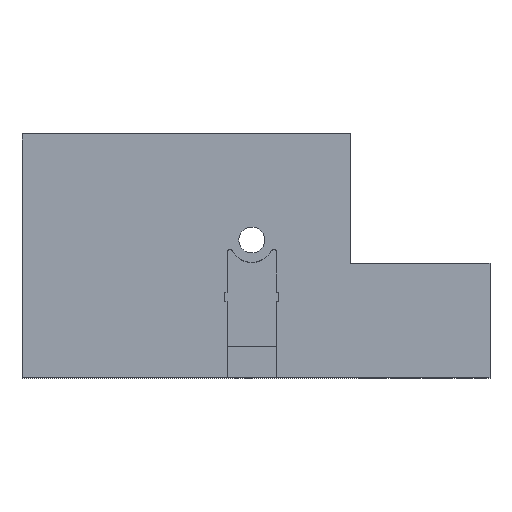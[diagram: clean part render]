
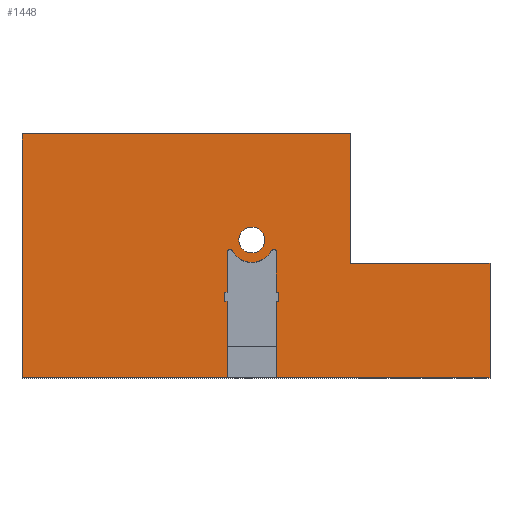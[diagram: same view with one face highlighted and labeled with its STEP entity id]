
A CAD part, top view. The second image highlights one B-rep face of the part: STEP entity #1448.
In plain terms, the highlighted planar face has unit normal (0, 0, 1).
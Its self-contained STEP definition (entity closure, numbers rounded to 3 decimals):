
#1284=AXIS2_PLACEMENT_3D('Plane Axis2P3D',#1281,#1282,#1283) ;
#1356=AXIS2_PLACEMENT_3D('Circle Axis2P3D',#1354,#1355,$) ;
#1363=AXIS2_PLACEMENT_3D('Circle Axis2P3D',#1361,#1362,$) ;
#1370=AXIS2_PLACEMENT_3D('Circle Axis2P3D',#1368,#1369,$) ;
#1432=AXIS2_PLACEMENT_3D('Circle Axis2P3D',#1430,#1431,$) ;
#1441=AXIS2_PLACEMENT_3D('Circle Axis2P3D',#1439,#1440,$) ;
#36=CARTESIAN_POINT('Line Origine',(11.91,0.,14.9)) ;
#40=CARTESIAN_POINT('Vertex',(23.82,0.,14.9)) ;
#42=CARTESIAN_POINT('Vertex',(0.,0.,14.9)) ;
#63=CARTESIAN_POINT('Vertex',(54.31,0.,14.9)) ;
#66=CARTESIAN_POINT('Line Origine',(41.915,0.,14.9)) ;
#70=CARTESIAN_POINT('Vertex',(29.52,0.,14.9)) ;
#1281=CARTESIAN_POINT('Axis2P3D Location',(0.,28.3,14.9)) ;
#1286=CARTESIAN_POINT('Line Origine',(54.31,6.65,14.9)) ;
#1290=CARTESIAN_POINT('Vertex',(54.31,13.3,14.9)) ;
#1293=CARTESIAN_POINT('Line Origine',(46.205,13.3,14.9)) ;
#1297=CARTESIAN_POINT('Vertex',(38.1,13.3,14.9)) ;
#1300=CARTESIAN_POINT('Line Origine',(38.1,20.8,14.9)) ;
#1304=CARTESIAN_POINT('Vertex',(38.1,28.3,14.9)) ;
#1307=CARTESIAN_POINT('Line Origine',(19.05,28.3,14.9)) ;
#1311=CARTESIAN_POINT('Vertex',(0.,28.3,14.9)) ;
#1314=CARTESIAN_POINT('Line Origine',(0.,14.15,14.9)) ;
#1319=CARTESIAN_POINT('Line Origine',(23.82,4.45,14.9)) ;
#1323=CARTESIAN_POINT('Vertex',(23.82,8.9,14.9)) ;
#1326=CARTESIAN_POINT('Line Origine',(23.67,8.9,14.9)) ;
#1330=CARTESIAN_POINT('Vertex',(23.52,8.9,14.9)) ;
#1333=CARTESIAN_POINT('Line Origine',(23.52,9.425,14.9)) ;
#1337=CARTESIAN_POINT('Vertex',(23.52,9.95,14.9)) ;
#1340=CARTESIAN_POINT('Line Origine',(23.67,9.95,14.9)) ;
#1344=CARTESIAN_POINT('Vertex',(23.82,9.95,14.9)) ;
#1347=CARTESIAN_POINT('Line Origine',(23.82,12.284,14.9)) ;
#1351=CARTESIAN_POINT('Vertex',(23.82,14.619,14.9)) ;
#1354=CARTESIAN_POINT('Axis2P3D Location',(24.12,14.619,14.9)) ;
#1358=CARTESIAN_POINT('Vertex',(24.384,14.762,14.9)) ;
#1361=CARTESIAN_POINT('Axis2P3D Location',(26.67,16.,14.9)) ;
#1365=CARTESIAN_POINT('Vertex',(28.956,14.762,14.9)) ;
#1368=CARTESIAN_POINT('Axis2P3D Location',(29.22,14.619,14.9)) ;
#1372=CARTESIAN_POINT('Vertex',(29.52,14.619,14.9)) ;
#1375=CARTESIAN_POINT('Line Origine',(29.52,12.284,14.9)) ;
#1379=CARTESIAN_POINT('Vertex',(29.52,9.95,14.9)) ;
#1382=CARTESIAN_POINT('Line Origine',(29.67,9.95,14.9)) ;
#1386=CARTESIAN_POINT('Vertex',(29.82,9.95,14.9)) ;
#1389=CARTESIAN_POINT('Line Origine',(29.82,9.425,14.9)) ;
#1393=CARTESIAN_POINT('Vertex',(29.82,8.9,14.9)) ;
#1396=CARTESIAN_POINT('Line Origine',(29.67,8.9,14.9)) ;
#1400=CARTESIAN_POINT('Vertex',(29.52,8.9,14.9)) ;
#1403=CARTESIAN_POINT('Line Origine',(29.52,4.45,14.9)) ;
#1430=CARTESIAN_POINT('Axis2P3D Location',(26.67,16.,14.9)) ;
#1434=CARTESIAN_POINT('Vertex',(28.17,16.,14.9)) ;
#1436=CARTESIAN_POINT('Vertex',(25.17,16.,14.9)) ;
#1439=CARTESIAN_POINT('Axis2P3D Location',(26.67,16.,14.9)) ;
#37=DIRECTION('Vector Direction',(-1.,0.,0.)) ;
#67=DIRECTION('Vector Direction',(-1.,0.,0.)) ;
#1282=DIRECTION('Axis2P3D Direction',(-0.,0.,1.)) ;
#1283=DIRECTION('Axis2P3D XDirection',(0.,-1.,0.)) ;
#1287=DIRECTION('Vector Direction',(0.,1.,0.)) ;
#1294=DIRECTION('Vector Direction',(-1.,0.,0.)) ;
#1301=DIRECTION('Vector Direction',(0.,-1.,0.)) ;
#1308=DIRECTION('Vector Direction',(1.,0.,0.)) ;
#1315=DIRECTION('Vector Direction',(0.,-1.,0.)) ;
#1320=DIRECTION('Vector Direction',(0.,-1.,0.)) ;
#1327=DIRECTION('Vector Direction',(1.,0.,0.)) ;
#1334=DIRECTION('Vector Direction',(0.,-1.,0.)) ;
#1341=DIRECTION('Vector Direction',(-1.,0.,0.)) ;
#1348=DIRECTION('Vector Direction',(0.,-1.,0.)) ;
#1355=DIRECTION('Axis2P3D Direction',(-0.,0.,1.)) ;
#1362=DIRECTION('Axis2P3D Direction',(-0.,0.,1.)) ;
#1369=DIRECTION('Axis2P3D Direction',(-0.,0.,1.)) ;
#1376=DIRECTION('Vector Direction',(0.,1.,0.)) ;
#1383=DIRECTION('Vector Direction',(-1.,0.,0.)) ;
#1390=DIRECTION('Vector Direction',(0.,1.,0.)) ;
#1397=DIRECTION('Vector Direction',(1.,0.,0.)) ;
#1404=DIRECTION('Vector Direction',(0.,1.,0.)) ;
#1431=DIRECTION('Axis2P3D Direction',(-0.,0.,1.)) ;
#1440=DIRECTION('Axis2P3D Direction',(-0.,0.,1.)) ;
#38=VECTOR('Line Direction',#37,1.) ;
#68=VECTOR('Line Direction',#67,1.) ;
#1288=VECTOR('Line Direction',#1287,1.) ;
#1295=VECTOR('Line Direction',#1294,1.) ;
#1302=VECTOR('Line Direction',#1301,1.) ;
#1309=VECTOR('Line Direction',#1308,1.) ;
#1316=VECTOR('Line Direction',#1315,1.) ;
#1321=VECTOR('Line Direction',#1320,1.) ;
#1328=VECTOR('Line Direction',#1327,1.) ;
#1335=VECTOR('Line Direction',#1334,1.) ;
#1342=VECTOR('Line Direction',#1341,1.) ;
#1349=VECTOR('Line Direction',#1348,1.) ;
#1377=VECTOR('Line Direction',#1376,1.) ;
#1384=VECTOR('Line Direction',#1383,1.) ;
#1391=VECTOR('Line Direction',#1390,1.) ;
#1398=VECTOR('Line Direction',#1397,1.) ;
#1405=VECTOR('Line Direction',#1404,1.) ;
#1409=ORIENTED_EDGE('',*,*,#72,.F.) ;
#1410=ORIENTED_EDGE('',*,*,#1292,.T.) ;
#1411=ORIENTED_EDGE('',*,*,#1299,.T.) ;
#1412=ORIENTED_EDGE('',*,*,#1306,.T.) ;
#1413=ORIENTED_EDGE('',*,*,#1313,.F.) ;
#1414=ORIENTED_EDGE('',*,*,#1318,.F.) ;
#1415=ORIENTED_EDGE('',*,*,#44,.F.) ;
#1416=ORIENTED_EDGE('',*,*,#1325,.F.) ;
#1417=ORIENTED_EDGE('',*,*,#1332,.F.) ;
#1418=ORIENTED_EDGE('',*,*,#1339,.F.) ;
#1419=ORIENTED_EDGE('',*,*,#1346,.F.) ;
#1420=ORIENTED_EDGE('',*,*,#1353,.F.) ;
#1421=ORIENTED_EDGE('',*,*,#1360,.F.) ;
#1422=ORIENTED_EDGE('',*,*,#1367,.F.) ;
#1423=ORIENTED_EDGE('',*,*,#1374,.F.) ;
#1424=ORIENTED_EDGE('',*,*,#1381,.F.) ;
#1425=ORIENTED_EDGE('',*,*,#1388,.F.) ;
#1426=ORIENTED_EDGE('',*,*,#1395,.F.) ;
#1427=ORIENTED_EDGE('',*,*,#1402,.F.) ;
#1428=ORIENTED_EDGE('',*,*,#1407,.F.) ;
#1445=ORIENTED_EDGE('',*,*,#1438,.F.) ;
#1446=ORIENTED_EDGE('',*,*,#1443,.F.) ;
#1447=FACE_BOUND('',#1444,.T.) ;
#1448=ADVANCED_FACE('HOUSING',(#1429,#1447),#1285,.T.) ;
#1357=CIRCLE('generated circle',#1356,0.3) ;
#1364=CIRCLE('generated circle',#1363,2.6) ;
#1371=CIRCLE('generated circle',#1370,0.3) ;
#1433=CIRCLE('generated circle',#1432,1.5) ;
#1442=CIRCLE('generated circle',#1441,1.5) ;
#44=EDGE_CURVE('',#41,#43,#39,.T.) ;
#72=EDGE_CURVE('',#64,#71,#69,.T.) ;
#1292=EDGE_CURVE('',#64,#1291,#1289,.T.) ;
#1299=EDGE_CURVE('',#1291,#1298,#1296,.T.) ;
#1306=EDGE_CURVE('',#1298,#1305,#1303,.F.) ;
#1313=EDGE_CURVE('',#1312,#1305,#1310,.T.) ;
#1318=EDGE_CURVE('',#43,#1312,#1317,.F.) ;
#1325=EDGE_CURVE('',#1324,#41,#1322,.T.) ;
#1332=EDGE_CURVE('',#1331,#1324,#1329,.T.) ;
#1339=EDGE_CURVE('',#1338,#1331,#1336,.T.) ;
#1346=EDGE_CURVE('',#1345,#1338,#1343,.T.) ;
#1353=EDGE_CURVE('',#1352,#1345,#1350,.T.) ;
#1360=EDGE_CURVE('',#1359,#1352,#1357,.T.) ;
#1367=EDGE_CURVE('',#1366,#1359,#1364,.F.) ;
#1374=EDGE_CURVE('',#1373,#1366,#1371,.T.) ;
#1381=EDGE_CURVE('',#1380,#1373,#1378,.T.) ;
#1388=EDGE_CURVE('',#1387,#1380,#1385,.T.) ;
#1395=EDGE_CURVE('',#1394,#1387,#1392,.T.) ;
#1402=EDGE_CURVE('',#1401,#1394,#1399,.T.) ;
#1407=EDGE_CURVE('',#71,#1401,#1406,.T.) ;
#1438=EDGE_CURVE('',#1435,#1437,#1433,.T.) ;
#1443=EDGE_CURVE('',#1437,#1435,#1442,.T.) ;
#1408=EDGE_LOOP('',(#1409,#1410,#1411,#1412,#1413,#1414,#1415,#1416,#1417,#1418,#1419,#1420,#1421,#1422,#1423,#1424,#1425,#1426,#1427,#1428)) ;
#1444=EDGE_LOOP('',(#1445,#1446)) ;
#1429=FACE_OUTER_BOUND('',#1408,.T.) ;
#39=LINE('Line',#36,#38) ;
#69=LINE('Line',#66,#68) ;
#1289=LINE('Line',#1286,#1288) ;
#1296=LINE('Line',#1293,#1295) ;
#1303=LINE('Line',#1300,#1302) ;
#1310=LINE('Line',#1307,#1309) ;
#1317=LINE('Line',#1314,#1316) ;
#1322=LINE('Line',#1319,#1321) ;
#1329=LINE('Line',#1326,#1328) ;
#1336=LINE('Line',#1333,#1335) ;
#1343=LINE('Line',#1340,#1342) ;
#1350=LINE('Line',#1347,#1349) ;
#1378=LINE('Line',#1375,#1377) ;
#1385=LINE('Line',#1382,#1384) ;
#1392=LINE('Line',#1389,#1391) ;
#1399=LINE('Line',#1396,#1398) ;
#1406=LINE('Line',#1403,#1405) ;
#1285=PLANE('',#1284) ;
#41=VERTEX_POINT('',#40) ;
#43=VERTEX_POINT('',#42) ;
#64=VERTEX_POINT('',#63) ;
#71=VERTEX_POINT('',#70) ;
#1291=VERTEX_POINT('',#1290) ;
#1298=VERTEX_POINT('',#1297) ;
#1305=VERTEX_POINT('',#1304) ;
#1312=VERTEX_POINT('',#1311) ;
#1324=VERTEX_POINT('',#1323) ;
#1331=VERTEX_POINT('',#1330) ;
#1338=VERTEX_POINT('',#1337) ;
#1345=VERTEX_POINT('',#1344) ;
#1352=VERTEX_POINT('',#1351) ;
#1359=VERTEX_POINT('',#1358) ;
#1366=VERTEX_POINT('',#1365) ;
#1373=VERTEX_POINT('',#1372) ;
#1380=VERTEX_POINT('',#1379) ;
#1387=VERTEX_POINT('',#1386) ;
#1394=VERTEX_POINT('',#1393) ;
#1401=VERTEX_POINT('',#1400) ;
#1435=VERTEX_POINT('',#1434) ;
#1437=VERTEX_POINT('',#1436) ;
